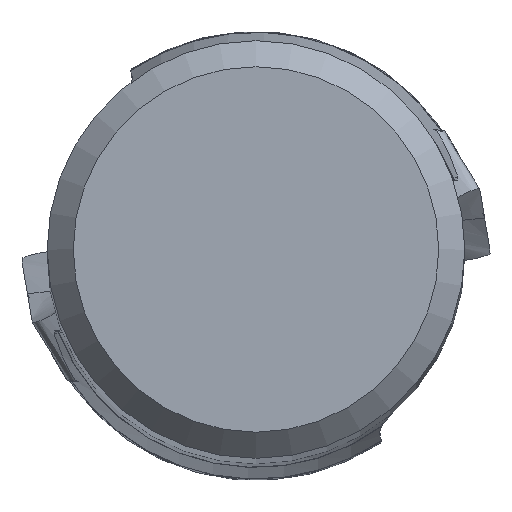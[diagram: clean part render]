
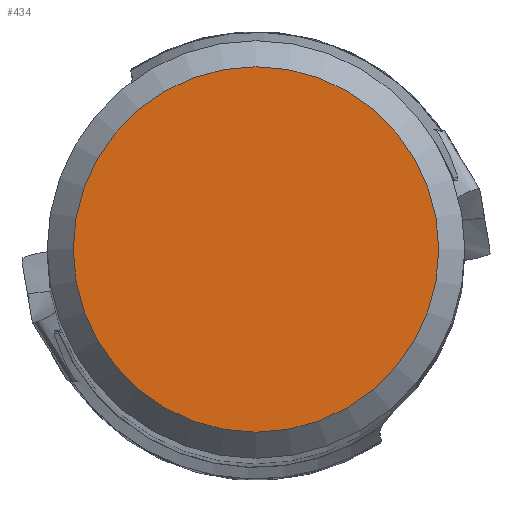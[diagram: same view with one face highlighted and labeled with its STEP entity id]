
A CAD part, top view. The second image highlights one B-rep face of the part: STEP entity #434.
In plain terms, the highlighted planar face has unit normal (0, 0, 1).
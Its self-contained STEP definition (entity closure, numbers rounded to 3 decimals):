
#434=ADVANCED_FACE('CU_SU3',(#661),#573,.F.);
#573=PLANE('',#3007);
#661=FACE_OUTER_BOUND('',#805,.T.);
#805=EDGE_LOOP('',(#1455));
#1455=ORIENTED_EDGE('',*,*,#2489,.F.);
#2192=VERTEX_POINT('',#4573);
#2489=EDGE_CURVE('',#2192,#2192,#2806,.T.);
#2806=CIRCLE('',#3006,7.);
#3006=AXIS2_PLACEMENT_3D('',#4572,#3422,#3423);
#3007=AXIS2_PLACEMENT_3D('',#4574,#3424,#3425);
#3422=DIRECTION('',(0.,0.,-1.));
#3423=DIRECTION('',(-1.,0.,0.));
#3424=DIRECTION('',(0.,0.,-1.));
#3425=DIRECTION('',(-1.,0.,0.));
#4572=CARTESIAN_POINT('',(0.,0.,0.));
#4573=CARTESIAN_POINT('',(-7.,0.,0.));
#4574=CARTESIAN_POINT('',(0.,0.,0.));
